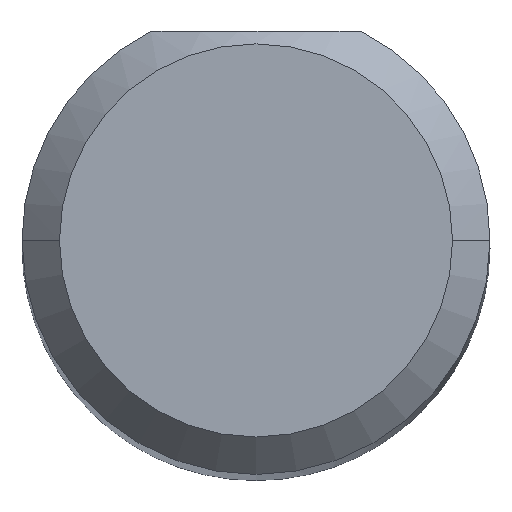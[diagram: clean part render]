
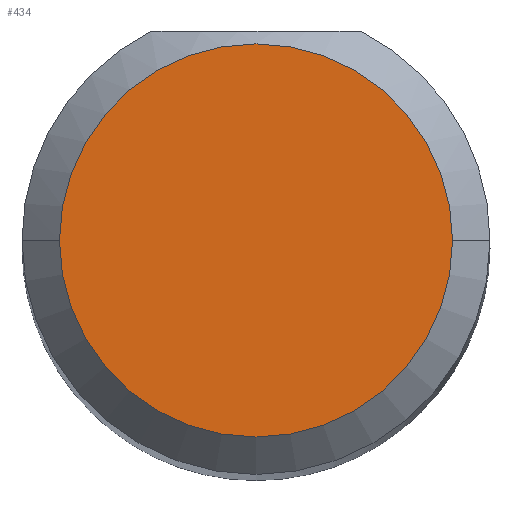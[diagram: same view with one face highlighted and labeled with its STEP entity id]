
A CAD part, top view. The second image highlights one B-rep face of the part: STEP entity #434.
In plain terms, the highlighted planar face has unit normal (0, 0, 1).
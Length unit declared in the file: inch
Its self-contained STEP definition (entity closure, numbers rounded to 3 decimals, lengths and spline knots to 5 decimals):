
#19 = DIRECTION ( 'NONE',  ( 1., 0., 0. ) ) ;
#31 = PLANE ( 'NONE',  #99 ) ;
#45 = CARTESIAN_POINT ( 'NONE',  ( 0., 0., 2. ) ) ;
#52 = AXIS2_PLACEMENT_3D ( 'NONE', #430, #266, #570 ) ;
#80 = ORIENTED_EDGE ( 'NONE', *, *, #171, .T. ) ;
#99 = AXIS2_PLACEMENT_3D ( 'NONE', #205, #512, #19 ) ;
#112 = CIRCLE ( 'NONE', #490, 0.07875 ) ;
#153 = EDGE_CURVE ( 'NONE', #400, #491, #112, .T. ) ;
#165 = CARTESIAN_POINT ( 'NONE',  ( -0.07875, 0., 2. ) ) ;
#171 = EDGE_CURVE ( 'NONE', #491, #400, #453, .T. ) ;
#178 = DIRECTION ( 'NONE',  ( 1., 0., 0. ) ) ;
#205 = CARTESIAN_POINT ( 'NONE',  ( 0., 0., 2. ) ) ;
#226 = EDGE_LOOP ( 'NONE', ( #80, #330 ) ) ;
#266 = DIRECTION ( 'NONE',  ( 0., 0., 1. ) ) ;
#330 = ORIENTED_EDGE ( 'NONE', *, *, #153, .T. ) ;
#335 = CARTESIAN_POINT ( 'NONE',  ( 0.07875, 0., 2. ) ) ;
#400 = VERTEX_POINT ( 'NONE', #335 ) ;
#424 = FACE_OUTER_BOUND ( 'NONE', #226, .T. ) ;
#430 = CARTESIAN_POINT ( 'NONE',  ( 0., 0., 2. ) ) ;
#434 = ADVANCED_FACE ( 'NONE', ( #424 ), #31, .T. ) ;
#453 = CIRCLE ( 'NONE', #52, 0.07875 ) ;
#490 = AXIS2_PLACEMENT_3D ( 'NONE', #45, #516, #178 ) ;
#491 = VERTEX_POINT ( 'NONE', #165 ) ;
#512 = DIRECTION ( 'NONE',  ( 0., 0., 1. ) ) ;
#516 = DIRECTION ( 'NONE',  ( 0., 0., 1. ) ) ;
#570 = DIRECTION ( 'NONE',  ( 1., 0., 0. ) ) ;
